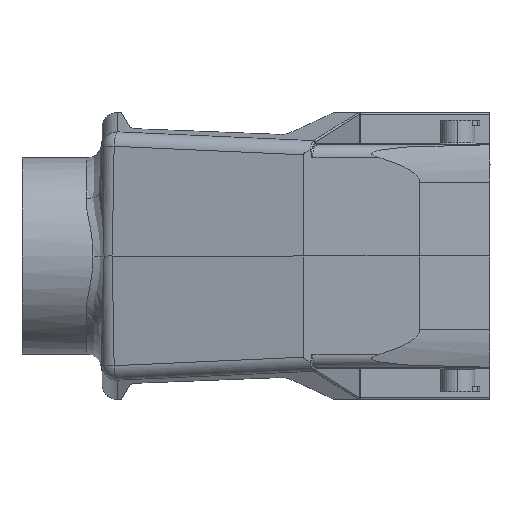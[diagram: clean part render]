
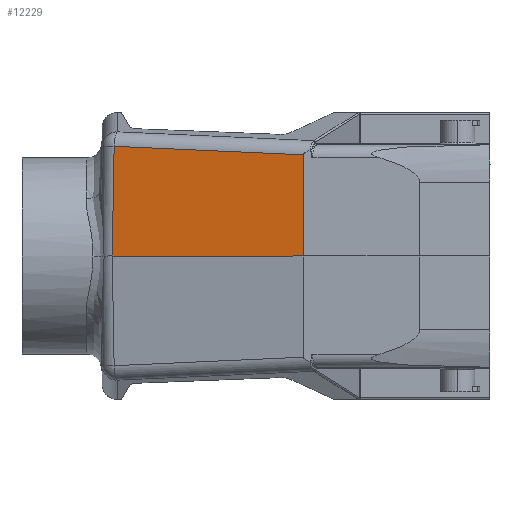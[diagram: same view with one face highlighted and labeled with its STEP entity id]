
A CAD part, left-side view. The second image highlights one B-rep face of the part: STEP entity #12229.
In plain terms, the highlighted planar face has unit normal (-0.982, 0.191, 0.018).
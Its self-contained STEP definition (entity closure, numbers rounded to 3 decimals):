
#1=DIRECTION('',(-0.191,-0.981,-0.044));
#2=VECTOR('',#1,38.42);
#3=CARTESIAN_POINT('',(-21.045,60.692,21.795));
#4=LINE('',#3,#2);
#5=DIRECTION('',(0.014,-0.017,1.));
#6=VECTOR('',#5,21.801);
#7=CARTESIAN_POINT('',(-21.359,61.073,0.));
#8=LINE('',#7,#6);
#52=DIRECTION('',(0.017,-0.002,1.));
#53=VECTOR('',#52,20.108);
#54=CARTESIAN_POINT('',(-28.746,23.067,
0.));
#55=LINE('',#54,#53);
#9945=DIRECTION('',(-0.191,-0.982,0.));
#9946=VECTOR('',#9945,38.717);
#9947=CARTESIAN_POINT('',(-21.359,61.073,
0.));
#9948=LINE('',#9947,#9946);
#9953=CARTESIAN_POINT('',(-21.045,60.692,21.795));
#9954=CARTESIAN_POINT('',(-28.398,23.02,20.104));
#9955=VERTEX_POINT('',#9953);
#9956=VERTEX_POINT('',#9954);
#9957=CARTESIAN_POINT('',(-21.359,61.073,
0.));
#9958=VERTEX_POINT('',#9957);
#9968=CARTESIAN_POINT('',(-28.746,23.067,
0.));
#9969=VERTEX_POINT('',#9968);
#12214=CARTESIAN_POINT('',(-24.866,42.034,
10.898));
#12215=DIRECTION('',(0.981,-0.191,-0.017));
#12216=DIRECTION('',(-0.191,-0.982,0.));
#12217=AXIS2_PLACEMENT_3D('',#12214,#12215,#12216);
#12218=PLANE('',#12217);
#12220=ORIENTED_EDGE('',*,*,#12219,.T.);
#12222=ORIENTED_EDGE('',*,*,#12221,.F.);
#12224=ORIENTED_EDGE('',*,*,#12223,.F.);
#12226=ORIENTED_EDGE('',*,*,#12225,.T.);
#12227=EDGE_LOOP('',(#12220,#12222,#12224,#12226));
#12228=FACE_OUTER_BOUND('',#12227,.F.);
#12229=ADVANCED_FACE('',(#12228),#12218,.F.);
#12219=EDGE_CURVE('',#9955,#9956,#4,.T.);
#12221=EDGE_CURVE('',#9969,#9956,#55,.T.);
#12223=EDGE_CURVE('',#9958,#9969,#9948,.T.);
#12225=EDGE_CURVE('',#9958,#9955,#8,.T.);
